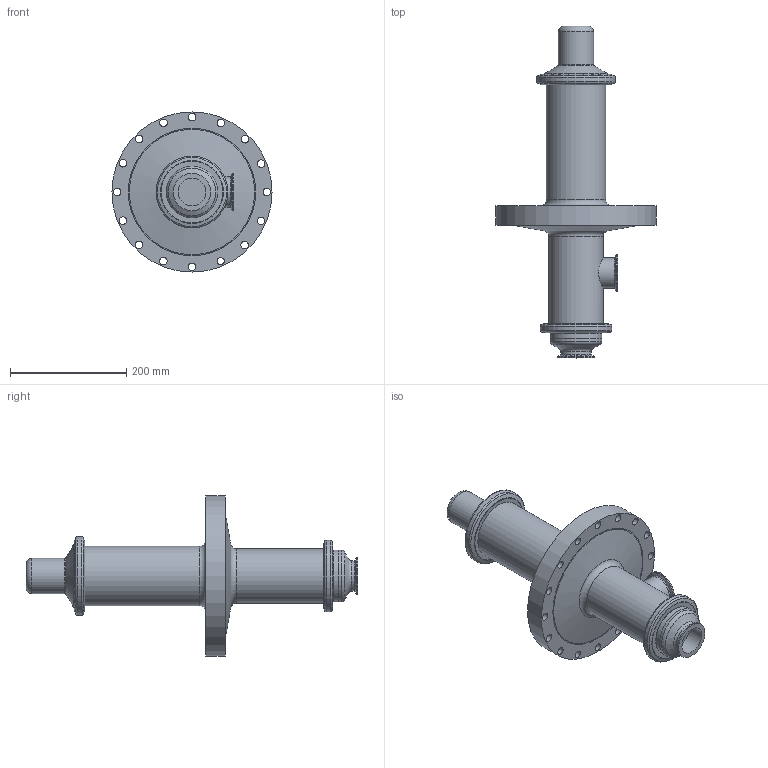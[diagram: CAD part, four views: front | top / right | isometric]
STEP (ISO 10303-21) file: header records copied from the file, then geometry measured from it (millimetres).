
FILE_DESCRIPTION(/* description */ (''),/* implementation_level */ '2;1');
FILE_NAME(/* name */ 'PSRV-20-2022.stp',/* time_stamp */ '2024-04-04T09:52:24+09:00',/* author */ ('autocad33'),/* organization */ (''),/* preprocessor_version */ 'ST-DEVELOPER v19.2',/* originating_system */ 'Autodesk Inventor 2023',/* authorisation */ '');
FILE_SCHEMA (('AUTOMOTIVE_DESIGN { 1 0 10303 214 3 1 1 }'));
Length unit declared in the file: millimetre
Products named in the file (1): PSRV-20-2022
Bounding box: 275 x 570.13 x 275 mm (x, y, z)
Volume: 5775026 mm3; surface area: 358455 mm2
Topology: 2 solids, 2 shells, 73 faces, 197 edges, 131 vertices
Faces by surface type: cylinder 27, torus 21, cone 17, plane 8
Full cylindrical faces by diameter (mm): 12.331 x1, 13 x15, 47.8 x2, 51.8 x1, 51.809 x1, 60.5 x1, 89.1 x1, 93 x1, 101.6 x1, 109 x1, 135 x1, 275 x1
Entity records: 2547 total; most frequent: DIRECTION 479, CARTESIAN_POINT 479, ORIENTED_EDGE 390, AXIS2_PLACEMENT_3D 217, EDGE_CURVE 195, CIRCLE 143, VERTEX_POINT 131, EDGE_LOOP 110
